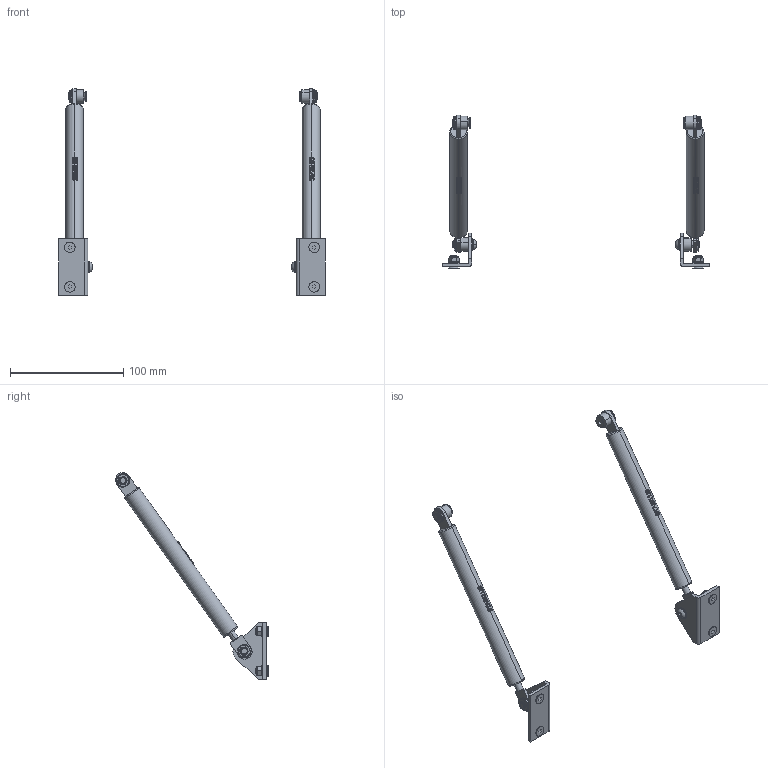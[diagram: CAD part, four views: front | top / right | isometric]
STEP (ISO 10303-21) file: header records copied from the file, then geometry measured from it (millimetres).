
FILE_DESCRIPTION (( 'STEP AP214' ), '1' );
FILE_NAME ('INGUN_62852.STEP', '2024-03-12T09:56:04', ( '' ), ( '' ), 'SwSTEP 2.0', 'SolidWorks 2021', '' );
FILE_SCHEMA (( 'AUTOMOTIVE_DESIGN' ));
Length unit declared in the file: millimetre
Products named in the file (14): ISO7380~n_M05,0x008; DIN7991~n_M05,0x010; 10770_2~0; 20902~0; INGUN_62852; DIN125~n_06,4 M06,0 Fase; 10770~1_min 185 <Standard>; DIN125~n_05,3 M05,0 Fase; DIN_6799_-_A2~n_d 5; DIN985-A2~n_M05,0; 42681~1_S; DIN7991~n_M05,0x012; 10770_1~0
Assembly tree (38 placements, depth 3):
  INGUN_62852
    20902~0  x2
    DIN125~n_05,3 M05,0 Fase  x6
    42681~1_S  x4
    DIN125~n_06,4 M06,0 Fase  x4
    DIN_6799_-_A2~n_d 5  x4
    DIN985-A2~n_M05,0  x4
    DIN7991~n_M05,0x012  x4
    10770~1_min 185 <Standard>
      10770_1~0
      10770_2~0
    10770~1_min 185 <Standard>
      10770_1~0
      10770_2~0
    ISO7380~n_M05,0x008  x2
    DIN7991~n_M05,0x010  x2
Bounding box: 236 x 135.44 x 182.69 mm (x, y, z)
Volume: 81210.5 mm3; surface area: 48585.4 mm2
Topology: 36 solids, 36 shells, 1158 faces, 3030 edges, 1984 vertices
Faces by surface type: plane 496, cylinder 314, bspline 216, cone 112, torus 20
Entity records: 19275 total; most frequent: CARTESIAN_POINT 7493, ORIENTED_EDGE 2462, DIRECTION 2056, EDGE_CURVE 1231, VERTEX_POINT 811, AXIS2_PLACEMENT_3D 706, VECTOR 644, LINE 644
